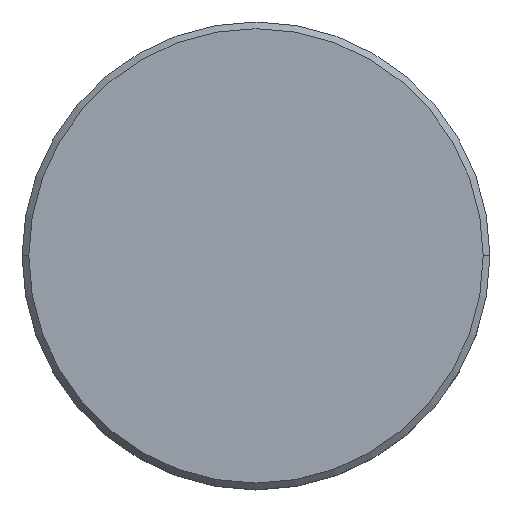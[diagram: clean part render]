
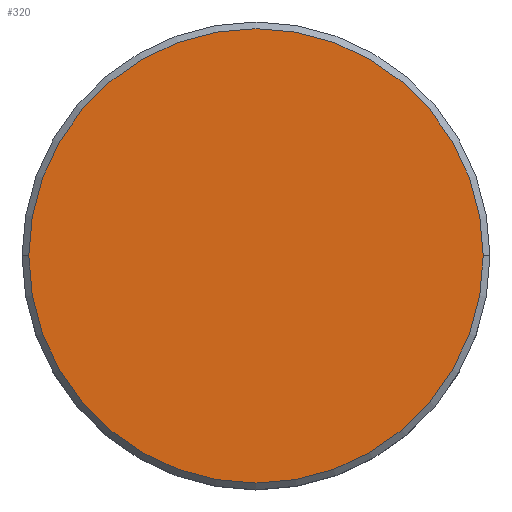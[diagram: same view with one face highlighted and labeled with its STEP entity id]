
A CAD part, top view. The second image highlights one B-rep face of the part: STEP entity #320.
In plain terms, the highlighted planar face has unit normal (0, 0, 1).
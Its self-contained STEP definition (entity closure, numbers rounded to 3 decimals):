
#4 = CARTESIAN_POINT ( 'NONE',  ( 17., 0., 0. ) ) ;
#33 = EDGE_CURVE ( 'NONE', #190, #132, #398, .T. ) ;
#61 = DIRECTION ( 'NONE',  ( 0., 0., 1. ) ) ;
#107 = DIRECTION ( 'NONE',  ( 1., 0., 0. ) ) ;
#117 = ORIENTED_EDGE ( 'NONE', *, *, #33, .T. ) ;
#132 = VERTEX_POINT ( 'NONE', #535 ) ;
#190 = VERTEX_POINT ( 'NONE', #4 ) ;
#199 = DIRECTION ( 'NONE',  ( 0., 0., 1. ) ) ;
#223 = AXIS2_PLACEMENT_3D ( 'NONE', #516, #61, #383 ) ;
#242 = PLANE ( 'NONE',  #467 ) ;
#314 = ORIENTED_EDGE ( 'NONE', *, *, #469, .T. ) ;
#320 = ADVANCED_FACE ( 'NONE', ( #380 ), #242, .T. ) ;
#339 = EDGE_LOOP ( 'NONE', ( #314, #117 ) ) ;
#380 = FACE_OUTER_BOUND ( 'NONE', #339, .T. ) ;
#383 = DIRECTION ( 'NONE',  ( 1., 0., 0. ) ) ;
#398 = CIRCLE ( 'NONE', #558, 17. ) ;
#428 = CARTESIAN_POINT ( 'NONE',  ( 0., 0., 0. ) ) ;
#461 = DIRECTION ( 'NONE',  ( 1., 0., 0. ) ) ;
#467 = AXIS2_PLACEMENT_3D ( 'NONE', #428, #199, #107 ) ;
#469 = EDGE_CURVE ( 'NONE', #132, #190, #551, .T. ) ;
#509 = CARTESIAN_POINT ( 'NONE',  ( 0., 0., 0. ) ) ;
#512 = DIRECTION ( 'NONE',  ( 0., 0., 1. ) ) ;
#516 = CARTESIAN_POINT ( 'NONE',  ( 0., 0., 0. ) ) ;
#535 = CARTESIAN_POINT ( 'NONE',  ( -17., 0., 0. ) ) ;
#551 = CIRCLE ( 'NONE', #223, 17. ) ;
#558 = AXIS2_PLACEMENT_3D ( 'NONE', #509, #512, #461 ) ;
